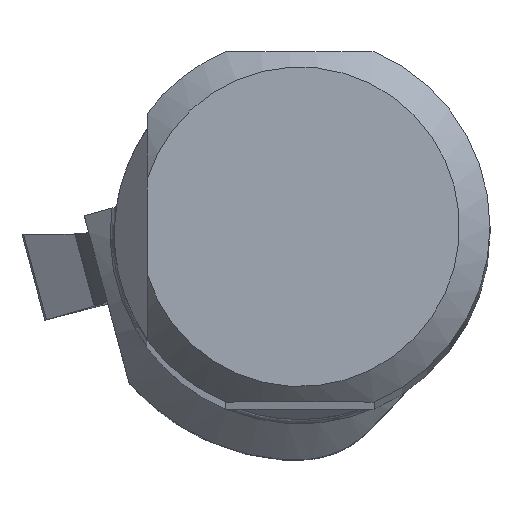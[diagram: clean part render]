
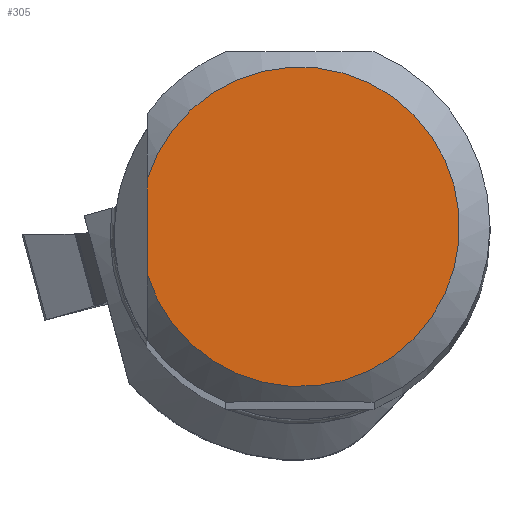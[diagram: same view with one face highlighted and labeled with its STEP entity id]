
A CAD part, top view. The second image highlights one B-rep face of the part: STEP entity #305.
In plain terms, the highlighted planar face has unit normal (0, 0, 1).
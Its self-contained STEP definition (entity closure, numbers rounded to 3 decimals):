
#223=CIRCLE('',#2208,10.491);
#305=ADVANCED_FACE('CU_SU_BP3',(#454),#367,.T.);
#367=PLANE('',#2209);
#454=FACE_OUTER_BOUND('',#558,.T.);
#558=EDGE_LOOP('',(#1082,#1083));
#1082=ORIENTED_EDGE('',*,*,#1644,.F.);
#1083=ORIENTED_EDGE('',*,*,#1645,.T.);
#1379=VERTEX_POINT('',#4254);
#1380=VERTEX_POINT('',#4255);
#1644=EDGE_CURVE('',#1379,#1380,#1818,.T.);
#1645=EDGE_CURVE('',#1379,#1380,#223,.T.);
#1818=LINE('',#4253,#1975);
#1975=VECTOR('',#2681,1.);
#2208=AXIS2_PLACEMENT_3D('',#4256,#2682,#2683);
#2209=AXIS2_PLACEMENT_3D('',#4257,#2684,#2685);
#2681=DIRECTION('',(0.,1.,0.));
#2682=DIRECTION('',(0.,0.,1.));
#2683=DIRECTION('',(1.,0.,0.));
#2684=DIRECTION('',(0.,0.,1.));
#2685=DIRECTION('',(1.,0.,0.));
#4253=CARTESIAN_POINT('',(-10.009,0.,0.));
#4254=CARTESIAN_POINT('',(-10.009,-3.145,0.));
#4255=CARTESIAN_POINT('',(-10.009,3.145,0.));
#4256=CARTESIAN_POINT('',(0.,0.,0.));
#4257=CARTESIAN_POINT('',(0.,0.,
0.));
